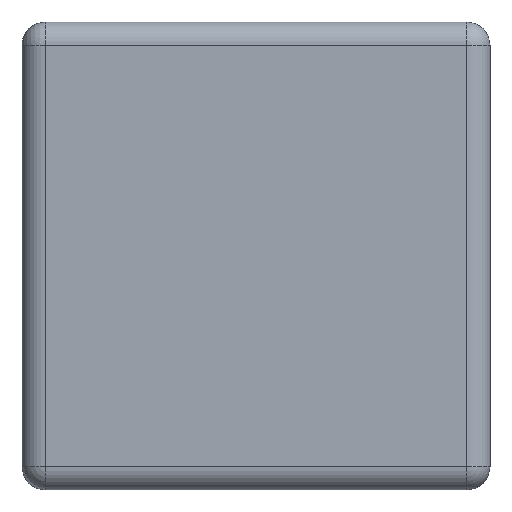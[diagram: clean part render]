
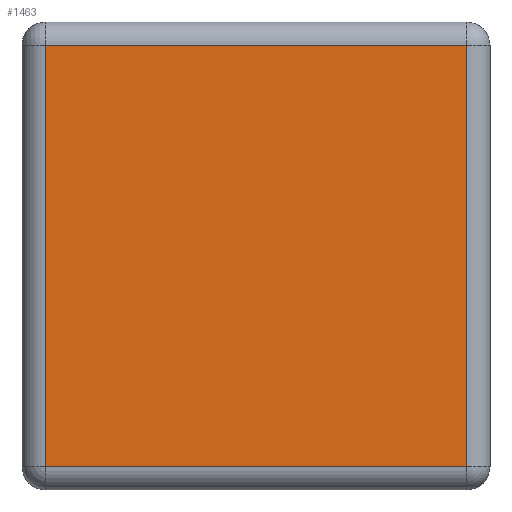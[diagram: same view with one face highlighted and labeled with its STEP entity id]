
A CAD part, left-side view. The second image highlights one B-rep face of the part: STEP entity #1463.
In plain terms, the highlighted planar face has unit normal (-1, 0, 0).
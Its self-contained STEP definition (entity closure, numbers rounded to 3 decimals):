
#170 = DIRECTION ( 'NONE',  ( 0., 0., -1. ) ) ;
#175 = VECTOR ( 'NONE', #1438, 1000. ) ;
#236 = CARTESIAN_POINT ( 'NONE',  ( -0.5, 0.6, 0.27 ) ) ;
#249 = CARTESIAN_POINT ( 'NONE',  ( -0.5, 0.03, 0.3 ) ) ;
#260 = FACE_OUTER_BOUND ( 'NONE', #300, .T. ) ;
#300 = EDGE_LOOP ( 'NONE', ( #1245, #1141, #626, #1263 ) ) ;
#367 = CARTESIAN_POINT ( 'NONE',  ( -0.5, 0.57, -0.27 ) ) ;
#477 = CARTESIAN_POINT ( 'NONE',  ( -0.5, 0.6, -0.27 ) ) ;
#494 = VECTOR ( 'NONE', #727, 1000. ) ;
#503 = VERTEX_POINT ( 'NONE', #1005 ) ;
#536 = CARTESIAN_POINT ( 'NONE',  ( -0.5, 0.6, 0.3 ) ) ;
#573 = VECTOR ( 'NONE', #170, 1000. ) ;
#583 = CARTESIAN_POINT ( 'NONE',  ( -0.5, 0.57, 0.27 ) ) ;
#609 = LINE ( 'NONE', #236, #905 ) ;
#626 = ORIENTED_EDGE ( 'NONE', *, *, #827, .T. ) ;
#648 = VERTEX_POINT ( 'NONE', #583 ) ;
#653 = DIRECTION ( 'NONE',  ( 1., 0., 0. ) ) ;
#664 = LINE ( 'NONE', #1490, #573 ) ;
#727 = DIRECTION ( 'NONE',  ( 0., 0., 1. ) ) ;
#799 = VERTEX_POINT ( 'NONE', #1303 ) ;
#827 = EDGE_CURVE ( 'NONE', #503, #799, #1462, .T. ) ;
#847 = EDGE_CURVE ( 'NONE', #799, #648, #609, .T. ) ;
#897 = VERTEX_POINT ( 'NONE', #367 ) ;
#905 = VECTOR ( 'NONE', #1218, 1000. ) ;
#928 = EDGE_CURVE ( 'NONE', #897, #503, #954, .T. ) ;
#954 = LINE ( 'NONE', #477, #175 ) ;
#989 = AXIS2_PLACEMENT_3D ( 'NONE', #536, #653, #1145 ) ;
#1005 = CARTESIAN_POINT ( 'NONE',  ( -0.5, 0.03, -0.27 ) ) ;
#1010 = EDGE_CURVE ( 'NONE', #648, #897, #664, .T. ) ;
#1141 = ORIENTED_EDGE ( 'NONE', *, *, #928, .T. ) ;
#1145 = DIRECTION ( 'NONE',  ( 0., 0., -1. ) ) ;
#1218 = DIRECTION ( 'NONE',  ( 0., 1., 0. ) ) ;
#1245 = ORIENTED_EDGE ( 'NONE', *, *, #1010, .T. ) ;
#1263 = ORIENTED_EDGE ( 'NONE', *, *, #847, .T. ) ;
#1303 = CARTESIAN_POINT ( 'NONE',  ( -0.5, 0.03, 0.27 ) ) ;
#1377 = PLANE ( 'NONE',  #989 ) ;
#1438 = DIRECTION ( 'NONE',  ( 0., -1., 0. ) ) ;
#1462 = LINE ( 'NONE', #249, #494 ) ;
#1463 = ADVANCED_FACE ( 'NONE', ( #260 ), #1377, .F. ) ;
#1490 = CARTESIAN_POINT ( 'NONE',  ( -0.5, 0.57, 0.3 ) ) ;
